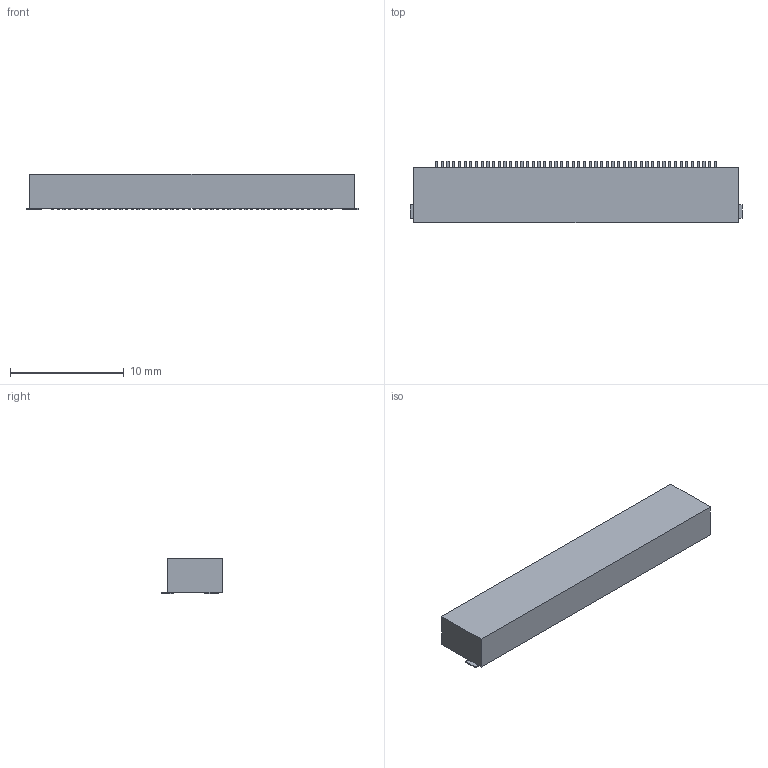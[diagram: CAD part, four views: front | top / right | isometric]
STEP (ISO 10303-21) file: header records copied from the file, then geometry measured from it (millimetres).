
FILE_DESCRIPTION(('FreeCAD Model'),'2;1');
FILE_NAME('327100.1.2.stp','2020-04-08T10:18:36',( 'Author'),(''),'Open CASCADE STEP processor 6.9','FreeCAD','Unknown' );
FILE_SCHEMA(('AUTOMOTIVE_DESIGN { 1 0 10303 214 1 1 1 1 }'));
Length unit declared in the file: millimetre
Products named in the file (3): ASSEMBLY; Body; Pins
Assembly tree (2 placements, depth 2):
  ASSEMBLY
    Body
    Pins
Bounding box: 29.2 x 5.41 x 3.1 mm (x, y, z)
Volume: 418.6 mm3; surface area: 519.7 mm2
Topology: 53 solids, 53 shells, 318 faces, 636 edges, 424 vertices
Faces by surface type: plane 318
Entity records: 16751 total; most frequent: CARTESIAN_POINT 2653, DIRECTION 2550, LINE 1908, VECTOR 1908, ORIENTED_EDGE 1272, PCURVE 1272, DEFINITIONAL_REPRESENTATION 1272, EDGE_CURVE 636
